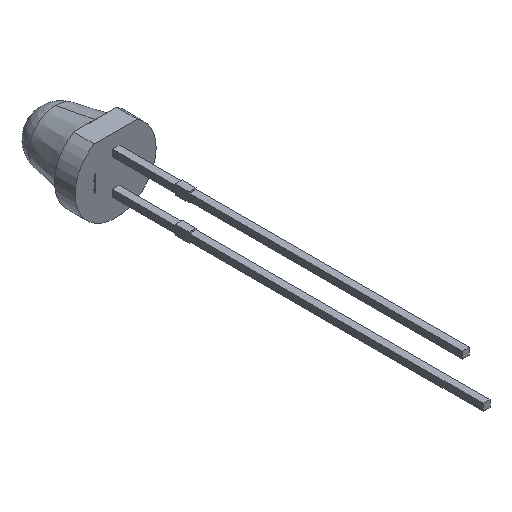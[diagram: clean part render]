
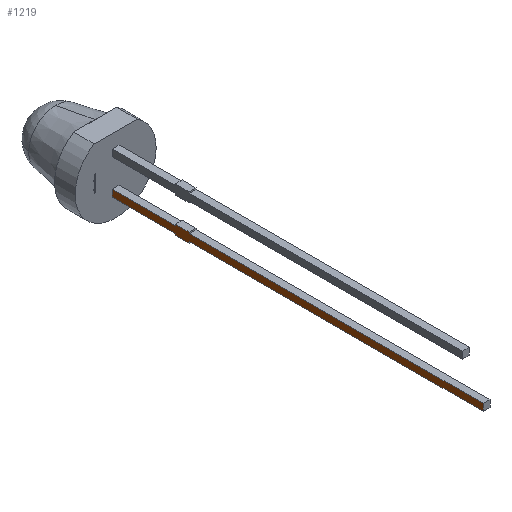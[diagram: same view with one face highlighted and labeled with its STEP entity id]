
A CAD part, isometric view. The second image highlights one B-rep face of the part: STEP entity #1219.
In plain terms, the highlighted planar face has unit normal (-1, 0, 0).
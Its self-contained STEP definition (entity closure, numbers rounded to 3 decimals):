
#142 = EDGE_CURVE ( 'NONE', #6192, #6191, #7068, .T. ) ;
#235 = VECTOR ( 'NONE', #7070, 1000. ) ;
#306 = AXIS2_PLACEMENT_3D ( 'NONE', #7623, #7624, #7625 ) ;
#785 = CARTESIAN_POINT ( 'NONE',  ( -0.25, -7.1, -0.92 ) ) ;
#786 = CARTESIAN_POINT ( 'NONE',  ( -0.25, -7.1, -1.02 ) ) ;
#787 = CARTESIAN_POINT ( 'NONE',  ( -0.25, -28.5, -1.02 ) ) ;
#788 = CARTESIAN_POINT ( 'NONE',  ( -0.25, -28.5, -1.52 ) ) ;
#789 = CARTESIAN_POINT ( 'NONE',  ( -0.25, -7.1, -1.52 ) ) ;
#790 = CARTESIAN_POINT ( 'NONE',  ( -0.25, -7.1, -1.62 ) ) ;
#791 = CARTESIAN_POINT ( 'NONE',  ( -0.25, -6.1, -1.62 ) ) ;
#792 = CARTESIAN_POINT ( 'NONE',  ( -0.25, -6.1, -1.52 ) ) ;
#793 = CARTESIAN_POINT ( 'NONE',  ( -0.25, -6.1, -0.92 ) ) ;
#794 = CARTESIAN_POINT ( 'NONE',  ( -0.25, -6.1, -1.02 ) ) ;
#887 = CARTESIAN_POINT ( 'NONE',  ( -0.25, -1.5, -1.02 ) ) ;
#888 = CARTESIAN_POINT ( 'NONE',  ( -0.25, -1.5, -1.52 ) ) ;
#1219 = ADVANCED_FACE ( 'NONE', ( #5254 ), #7622, .F. ) ;
#2166 = LINE ( 'NONE', #2167, #4193 ) ;
#2167 = CARTESIAN_POINT ( 'NONE',  ( -0.25, -15., -1.02 ) ) ;
#2168 = DIRECTION ( 'NONE',  ( 0., -1., 0. ) ) ;
#2169 = LINE ( 'NONE', #2170, #4194 ) ;
#2170 = CARTESIAN_POINT ( 'NONE',  ( -0.25, -6.1, -21.275 ) ) ;
#2171 = DIRECTION ( 'NONE',  ( 0., 0., 1. ) ) ;
#2172 = LINE ( 'NONE', #2173, #4195 ) ;
#2173 = CARTESIAN_POINT ( 'NONE',  ( -0.25, -15., -1.52 ) ) ;
#2174 = DIRECTION ( 'NONE',  ( 0., -1., 0. ) ) ;
#2175 = LINE ( 'NONE', #2176, #4196 ) ;
#2176 = CARTESIAN_POINT ( 'NONE',  ( -0.25, -6.1, -21.275 ) ) ;
#2177 = DIRECTION ( 'NONE',  ( 0., 0., 1. ) ) ;
#2178 = LINE ( 'NONE', #2179, #4197 ) ;
#2179 = CARTESIAN_POINT ( 'NONE',  ( -0.25, -15., -1.62 ) ) ;
#2180 = DIRECTION ( 'NONE',  ( 0., -1., 0. ) ) ;
#2181 = LINE ( 'NONE', #2182, #4198 ) ;
#2182 = CARTESIAN_POINT ( 'NONE',  ( -0.25, -7.1, -21.275 ) ) ;
#2183 = DIRECTION ( 'NONE',  ( 0., 0., 1. ) ) ;
#2184 = LINE ( 'NONE', #2185, #4199 ) ;
#2185 = CARTESIAN_POINT ( 'NONE',  ( -0.25, -15., -1.52 ) ) ;
#2186 = DIRECTION ( 'NONE',  ( 0., -1., 0. ) ) ;
#2187 = LINE ( 'NONE', #2188, #4200 ) ;
#2188 = CARTESIAN_POINT ( 'NONE',  ( -0.25, -28.5, -21.275 ) ) ;
#2189 = DIRECTION ( 'NONE',  ( 0., 0., 1. ) ) ;
#2190 = LINE ( 'NONE', #2191, #4201 ) ;
#2191 = CARTESIAN_POINT ( 'NONE',  ( -0.25, -15., -1.02 ) ) ;
#2192 = DIRECTION ( 'NONE',  ( 0., -1., 0. ) ) ;
#2193 = LINE ( 'NONE', #2194, #4202 ) ;
#2194 = CARTESIAN_POINT ( 'NONE',  ( -0.25, -7.1, -21.275 ) ) ;
#2195 = DIRECTION ( 'NONE',  ( 0., 0., 1. ) ) ;
#2196 = LINE ( 'NONE', #2197, #4203 ) ;
#2197 = CARTESIAN_POINT ( 'NONE',  ( -0.25, -15., -0.92 ) ) ;
#2198 = DIRECTION ( 'NONE',  ( 0., -1., 0. ) ) ;
#3094 = EDGE_CURVE ( 'NONE', #6191, #6098, #2166, .T. ) ;
#3095 = EDGE_CURVE ( 'NONE', #6098, #6097, #2169, .T. ) ;
#3096 = EDGE_CURVE ( 'NONE', #6192, #6096, #2172, .T. ) ;
#3097 = EDGE_CURVE ( 'NONE', #6095, #6096, #2175, .T. ) ;
#3098 = EDGE_CURVE ( 'NONE', #6095, #6094, #2178, .T. ) ;
#3099 = EDGE_CURVE ( 'NONE', #6094, #6093, #2181, .T. ) ;
#3100 = EDGE_CURVE ( 'NONE', #6093, #6092, #2184, .T. ) ;
#3101 = EDGE_CURVE ( 'NONE', #6092, #6091, #2187, .T. ) ;
#3102 = EDGE_CURVE ( 'NONE', #6090, #6091, #2190, .T. ) ;
#3103 = EDGE_CURVE ( 'NONE', #6090, #6089, #2193, .T. ) ;
#3104 = EDGE_CURVE ( 'NONE', #6097, #6089, #2196, .T. ) ;
#4193 = VECTOR ( 'NONE', #2168, 1000. ) ;
#4194 = VECTOR ( 'NONE', #2171, 1000. ) ;
#4195 = VECTOR ( 'NONE', #2174, 1000. ) ;
#4196 = VECTOR ( 'NONE', #2177, 1000. ) ;
#4197 = VECTOR ( 'NONE', #2180, 1000. ) ;
#4198 = VECTOR ( 'NONE', #2183, 1000. ) ;
#4199 = VECTOR ( 'NONE', #2186, 1000. ) ;
#4200 = VECTOR ( 'NONE', #2189, 1000. ) ;
#4201 = VECTOR ( 'NONE', #2192, 1000. ) ;
#4202 = VECTOR ( 'NONE', #2195, 1000. ) ;
#4203 = VECTOR ( 'NONE', #2198, 1000. ) ;
#5254 = FACE_OUTER_BOUND ( 'NONE', #10423, .T. ) ;
#6089 = VERTEX_POINT ( 'NONE', #785 ) ;
#6090 = VERTEX_POINT ( 'NONE', #786 ) ;
#6091 = VERTEX_POINT ( 'NONE', #787 ) ;
#6092 = VERTEX_POINT ( 'NONE', #788 ) ;
#6093 = VERTEX_POINT ( 'NONE', #789 ) ;
#6094 = VERTEX_POINT ( 'NONE', #790 ) ;
#6095 = VERTEX_POINT ( 'NONE', #791 ) ;
#6096 = VERTEX_POINT ( 'NONE', #792 ) ;
#6097 = VERTEX_POINT ( 'NONE', #793 ) ;
#6098 = VERTEX_POINT ( 'NONE', #794 ) ;
#6191 = VERTEX_POINT ( 'NONE', #887 ) ;
#6192 = VERTEX_POINT ( 'NONE', #888 ) ;
#7068 = LINE ( 'NONE', #7069, #235 ) ;
#7069 = CARTESIAN_POINT ( 'NONE',  ( -0.25, -1.5, -21.275 ) ) ;
#7070 = DIRECTION ( 'NONE',  ( 0., 0., 1. ) ) ;
#7622 = PLANE ( 'NONE',  #306 ) ;
#7623 = CARTESIAN_POINT ( 'NONE',  ( -0.25, -15., -21.275 ) ) ;
#7624 = DIRECTION ( 'NONE',  ( 1., 0., 0. ) ) ;
#7625 = DIRECTION ( 'NONE',  ( 0., 0., -1. ) ) ;
#10423 = EDGE_LOOP ( 'NONE', ( #10866, #10868, #10867, #10869, #10871, #10870, #10872, #10873, #10874, #10875, #10883, #10876 ) ) ;
#10866 = ORIENTED_EDGE ( 'NONE', *, *, #3095, .F. ) ;
#10867 = ORIENTED_EDGE ( 'NONE', *, *, #142, .F. ) ;
#10868 = ORIENTED_EDGE ( 'NONE', *, *, #3094, .F. ) ;
#10869 = ORIENTED_EDGE ( 'NONE', *, *, #3096, .T. ) ;
#10870 = ORIENTED_EDGE ( 'NONE', *, *, #3098, .T. ) ;
#10871 = ORIENTED_EDGE ( 'NONE', *, *, #3097, .F. ) ;
#10872 = ORIENTED_EDGE ( 'NONE', *, *, #3099, .T. ) ;
#10873 = ORIENTED_EDGE ( 'NONE', *, *, #3100, .T. ) ;
#10874 = ORIENTED_EDGE ( 'NONE', *, *, #3101, .T. ) ;
#10875 = ORIENTED_EDGE ( 'NONE', *, *, #3102, .F. ) ;
#10876 = ORIENTED_EDGE ( 'NONE', *, *, #3104, .F. ) ;
#10883 = ORIENTED_EDGE ( 'NONE', *, *, #3103, .T. ) ;
